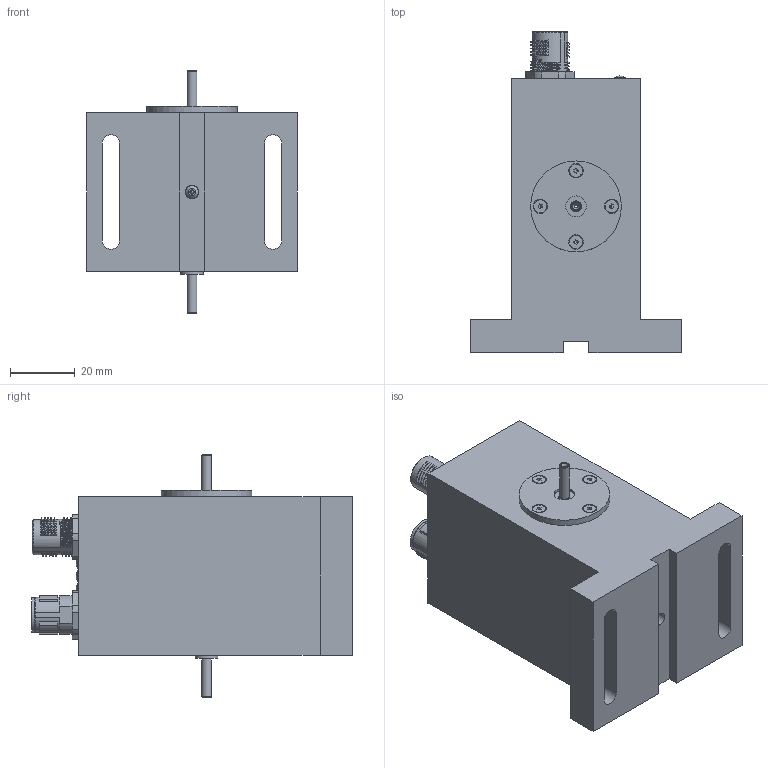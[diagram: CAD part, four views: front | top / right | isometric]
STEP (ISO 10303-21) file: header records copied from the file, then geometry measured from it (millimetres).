
FILE_DESCRIPTION (( 'STEP AP203' ), '1' );
FILE_NAME ('424-199-000-021.STEP', '2025-05-05T10:45:25', ( 'Magtroladmin' ), ( '' ), 'SwSTEP 2.0', 'SolidWorks 2025', '' );
FILE_SCHEMA (( 'CONFIG_CONTROL_DESIGN' ));
Length unit declared in the file: millimetre
Products named in the file (1): 424-199-000-021
Bounding box: 65 x 99 x 74.8 mm (x, y, z)
Surface area: 27470.2 mm2 (no closed solid volume)
Topology: 0 solids, 56 shells, 505 faces, 2020 edges, 1517 vertices
Faces by surface type: plane 260, cylinder 128, bspline 53, cone 48, torus 16
Full cylindrical faces by diameter (mm): 0.8 x7, 1 x2, 1.7 x2, 3 x2, 3.302 x3, 4 x13, 4.2 x1, 4.4 x5, 6.4 x1, 7 x1, 7.5 x1, 8.4 x1, 10.7 x1, 26 x1, 28 x1, 36 x1, 38 x1
Entity records: 23722 total; most frequent: CARTESIAN_POINT 8994, ORIENTED_EDGE 2707, DIRECTION 2491, EDGE_CURVE 1881, VERTEX_POINT 1485, LINE 967, VECTOR 967, AXIS2_PLACEMENT_3D 762
